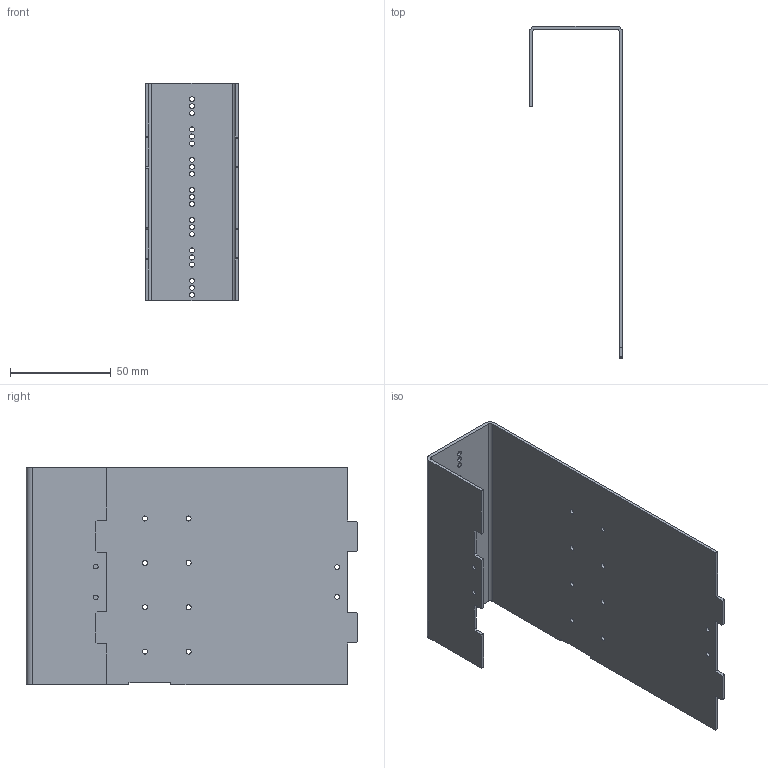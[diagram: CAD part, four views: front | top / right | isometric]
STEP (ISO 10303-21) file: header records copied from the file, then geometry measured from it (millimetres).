
FILE_DESCRIPTION(/* description */ (''),/* implementation_level */ '2;1');
FILE_NAME(/* name */ 'Slot Fixed Wall 1.step',/* time_stamp */ '2023-09-12T14:58:49+02:00',/* author */ (''),/* organization */ (''),/* preprocessor_version */ 'ST-DEVELOPER v20',/* originating_system */ 'Autodesk Translation Framework v12.9.0.99',/* authorisation */ '');
FILE_SCHEMA (('AUTOMOTIVE_DESIGN { 1 0 10303 214 3 1 1 }'));
Length unit declared in the file: millimetre
Products named in the file (1): Slot Fixed Wall 1
Bounding box: 46 x 164.5 x 107.75 mm (x, y, z)
Volume: 38559.3 mm3; surface area: 52901.6 mm2
Topology: 1 solids, 1 shells, 79 faces, 223 edges, 146 vertices
Faces by surface type: plane 42, cylinder 37
Full cylindrical faces by diameter (mm): 2.3 x4, 2.5 x29
Entity records: 2732 total; most frequent: DIRECTION 457, CARTESIAN_POINT 449, ORIENTED_EDGE 446, EDGE_CURVE 223, AXIS2_PLACEMENT_3D 154, LINE 149, VECTOR 149, VERTEX_POINT 146
